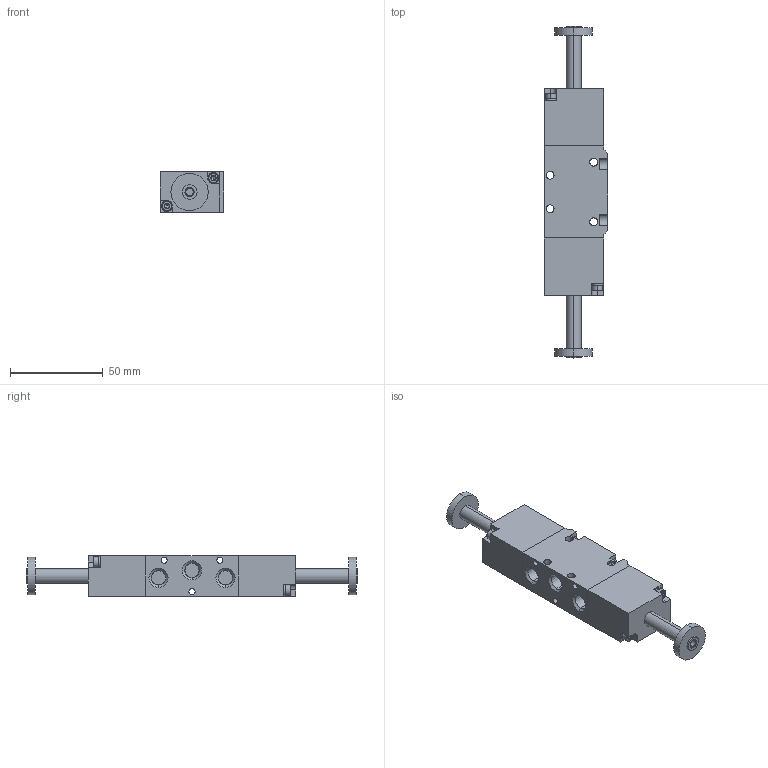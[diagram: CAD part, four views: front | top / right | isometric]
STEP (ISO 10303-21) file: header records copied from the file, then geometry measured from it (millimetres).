
FILE_DESCRIPTION (( 'STEP AP203' ), '1' );
FILE_NAME ('7010021200U.STEP', '2024-05-06T11:05:47', ( '' ), ( '' ), 'SwSTEP 2.0', 'SolidWorks 2023', '' );
FILE_SCHEMA (( 'CONFIG_CONTROL_DESIGN' ));
Length unit declared in the file: inch
Products named in the file (1): 7010021200U
Bounding box: 34 x 178.5 x 22 mm (x, y, z)
Volume: 81042.4 mm3; surface area: 23625.5 mm2
Topology: 11 solids, 11 shells, 295 faces, 668 edges, 410 vertices
Faces by surface type: plane 134, cylinder 81, cone 56, bspline 24
Entity records: 9041 total; most frequent: CARTESIAN_POINT 2350, DIRECTION 1416, ORIENTED_EDGE 1320, EDGE_CURVE 660, AXIS2_PLACEMENT_3D 540, VERTEX_POINT 410, EDGE_LOOP 344, VECTOR 336
